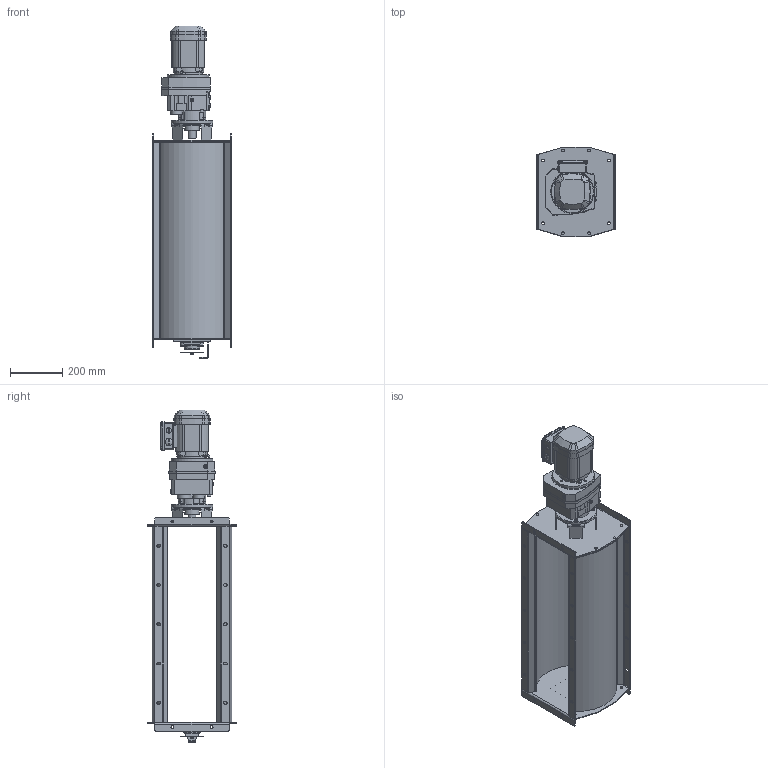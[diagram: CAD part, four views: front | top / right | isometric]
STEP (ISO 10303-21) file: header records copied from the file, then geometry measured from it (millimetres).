
FILE_DESCRIPTION((''),'2;1');
FILE_NAME('TEST.stp','2016-09-07T07:56:10',('Office'),(''),'Autodesk Inventor 2011','Autodesk Inventor 2011','');
FILE_SCHEMA(('AUTOMOTIVE_DESIGN { 1 0 10303 214 1 1 1 1 }'));
Length unit declared in the file: millimetre
Products named in the file (1): TEST
Bounding box: 300 x 340 x 1268 mm (x, y, z)
Surface area: 2047421.7 mm2 (no closed solid volume)
Topology: 0 solids, 77 shells, 459 faces, 2757 edges, 2302 vertices
Faces by surface type: plane 256, cylinder 169, bspline 23, cone 5, torus 4, sphere 2
Full cylindrical faces by diameter (mm): 14 x2, 22.18 x4, 30 x1, 43 x3, 56 x1, 105 x1, 160 x2
Entity records: 31851 total; most frequent: CARTESIAN_POINT 10124, DIRECTION 4472, ORIENTED_EDGE 3378, EDGE_CURVE 2721, VERTEX_POINT 2295, AXIS2_PLACEMENT_3D 1493, VECTOR 1486, LINE 1486
